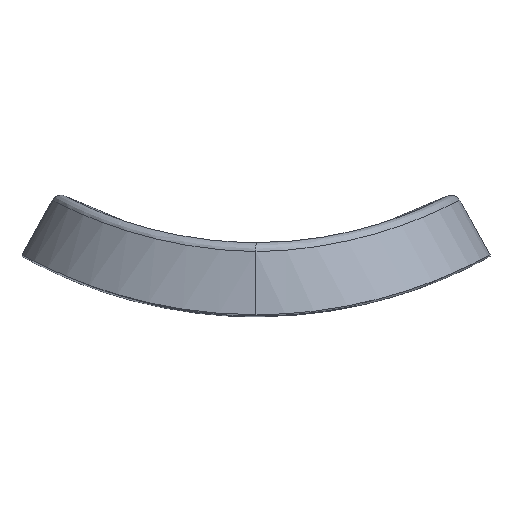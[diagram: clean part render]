
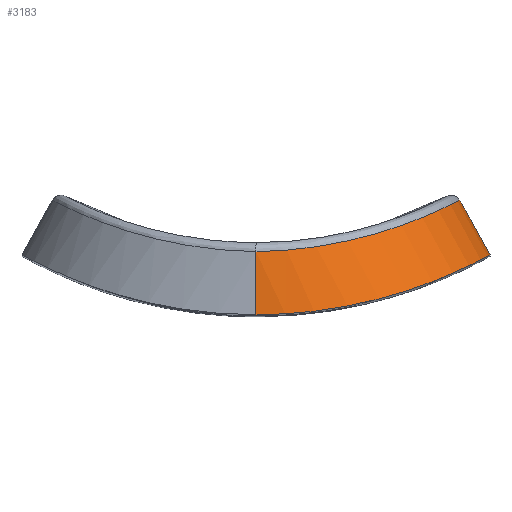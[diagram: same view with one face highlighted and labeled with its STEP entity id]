
A CAD part, top view. The second image highlights one B-rep face of the part: STEP entity #3183.
In plain terms, the highlighted cylindrical face has radius 12 mm (diameter 24 mm), a partial arc.
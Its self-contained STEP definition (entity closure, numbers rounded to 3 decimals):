
#216 = CARTESIAN_POINT ( 'NONE',  ( 1.824, 3.329, 31.57 ) ) ;
#483 = CARTESIAN_POINT ( 'NONE',  ( 9.888, 2.046, 27.144 ) ) ;
#616 = CARTESIAN_POINT ( 'NONE',  ( 11.717, 2.929, 22.792 ) ) ;
#686 = ORIENTED_EDGE ( 'NONE', *, *, #10813, .F. ) ;
#855 = DIRECTION ( 'NONE',  ( 0.482, -0.876, 0. ) ) ;
#1230 = CARTESIAN_POINT ( 'NONE',  ( 10.215, 5.768, 22.557 ) ) ;
#1321 = CARTESIAN_POINT ( 'NONE',  ( 9.196, 5.278, 25.67 ) ) ;
#1365 = CARTESIAN_POINT ( 'NONE',  ( 8.664, 5.05, 26.606 ) ) ;
#1392 = B_SPLINE_CURVE_WITH_KNOTS ( 'NONE', 3,
 ( #7479, #6476, #2419, #1230, #8573, #5402, #7607, #8534, #1321, #1365, #8618, #9593, #9725, #4529, #3344, #9683, #10777, #3436, #11812, #10645, #4397, #216, #4488, #11762, #7534, #2335 ),
 .UNSPECIFIED., .F., .F.,
 ( 4, 2, 2, 2, 2, 2, 2, 2, 2, 2, 2, 2, 4 ),
 ( 0., 0.002, 0.003, 0.004, 0.007, 0.008, 0.009, 0.011, 0.012, 0.013, 0.015, 0.016, 0.018 ),
 .UNSPECIFIED. ) ;
#1532 = CARTESIAN_POINT ( 'NONE',  ( 9.172, 1.749, 28.082 ) ) ;
#2005 = CARTESIAN_POINT ( 'NONE',  ( 12., 3.082, 20. ) ) ;
#2335 = CARTESIAN_POINT ( 'NONE',  ( 0., 3.231, 31.899 ) ) ;
#2419 = CARTESIAN_POINT ( 'NONE',  ( 10.394, 5.859, 21.476 ) ) ;
#2587 = CARTESIAN_POINT ( 'NONE',  ( 4.353, 0.381, 31.321 ) ) ;
#3110 = CARTESIAN_POINT ( 'NONE',  ( 0., 3.231, 31.899 ) ) ;
#3183 = ADVANCED_FACE ( 'NONE', ( #7726 ), #9541, .T. ) ;
#3212 = VERTEX_POINT ( 'NONE', #3110 ) ;
#3344 = CARTESIAN_POINT ( 'NONE',  ( 6.615, 4.293, 29.092 ) ) ;
#3436 = CARTESIAN_POINT ( 'NONE',  ( 4.851, 3.82, 30.345 ) ) ;
#3644 = CARTESIAN_POINT ( 'NONE',  ( 0., 0., 32. ) ) ;
#3657 = CARTESIAN_POINT ( 'NONE',  ( 3.198, 0.203, 31.65 ) ) ;
#3976 = CARTESIAN_POINT ( 'NONE',  ( 0.813, 0., 32. ) ) ;
#4397 = CARTESIAN_POINT ( 'NONE',  ( 2.886, 3.446, 31.266 ) ) ;
#4448 = ORIENTED_EDGE ( 'NONE', *, *, #7016, .F. ) ;
#4488 = CARTESIAN_POINT ( 'NONE',  ( 1.462, 3.297, 31.657 ) ) ;
#4529 = CARTESIAN_POINT ( 'NONE',  ( 7.131, 4.464, 28.601 ) ) ;
#4615 = CARTESIAN_POINT ( 'NONE',  ( 9.659, 1.948, 27.467 ) ) ;
#4627 = CARTESIAN_POINT ( 'NONE',  ( 10.455, 5.891, 20. ) ) ;
#4689 = CARTESIAN_POINT ( 'NONE',  ( 0., 0., 32. ) ) ;
#4749 = CARTESIAN_POINT ( 'NONE',  ( 5.461, 0.595, 30.903 ) ) ;
#4799 = CARTESIAN_POINT ( 'NONE',  ( 11.29, 2.706, 24.337 ) ) ;
#5110 = CARTESIAN_POINT ( 'NONE',  ( 12., 3.082, 20. ) ) ;
#5351 =( BOUNDED_CURVE ( )  B_SPLINE_CURVE ( 3, ( #3644, #8906, #5772, #12154 ),
 .UNSPECIFIED., .F., .F. ) 
 B_SPLINE_CURVE_WITH_KNOTS ( ( 4, 4 ),
 ( 4.712, 4.843 ),
 .UNSPECIFIED. ) 
 CURVE ( )  GEOMETRIC_REPRESENTATION_ITEM ( )  RATIONAL_B_SPLINE_CURVE ( ( 1., 0.999, 0.999, 1. ) ) 
 REPRESENTATION_ITEM ( '' )  );
#5402 = CARTESIAN_POINT ( 'NONE',  ( 9.96, 5.64, 23.624 ) ) ;
#5646 = ORIENTED_EDGE ( 'NONE', *, *, #9381, .F. ) ;
#5649 = CARTESIAN_POINT ( 'NONE',  ( 7.494, 1.144, 29.694 ) ) ;
#5693 = CARTESIAN_POINT ( 'NONE',  ( 10.865, 2.493, 25.449 ) ) ;
#5772 = CARTESIAN_POINT ( 'NONE',  ( 0., 2.16, 31.966 ) ) ;
#5784 = CARTESIAN_POINT ( 'NONE',  ( 3.974, 0.316, 31.443 ) ) ;
#6303 = EDGE_CURVE ( 'NONE', #6436, #3212, #1392, .T. ) ;
#6436 = VERTEX_POINT ( 'NONE', #4627 ) ;
#6476 = CARTESIAN_POINT ( 'NONE',  ( 10.455, 5.891, 20.744 ) ) ;
#6950 = ORIENTED_EDGE ( 'NONE', *, *, #6303, .T. ) ;
#7016 = EDGE_CURVE ( 'NONE', #9130, #3212, #5351, .T. ) ;
#7479 = CARTESIAN_POINT ( 'NONE',  ( 10.455, 5.891, 20. ) ) ;
#7534 = CARTESIAN_POINT ( 'NONE',  ( 0.369, 3.237, 31.856 ) ) ;
#7607 = CARTESIAN_POINT ( 'NONE',  ( 9.854, 5.588, 23.978 ) ) ;
#7726 = FACE_OUTER_BOUND ( 'NONE', #11394, .T. ) ;
#7777 = CARTESIAN_POINT ( 'NONE',  ( 10.517, 2.325, 26.15 ) ) ;
#7872 = CARTESIAN_POINT ( 'NONE',  ( 1.616, 0.04, 31.937 ) ) ;
#7913 = CARTESIAN_POINT ( 'NONE',  ( 11.628, 2.882, 23.181 ) ) ;
#8303 = AXIS2_PLACEMENT_3D ( 'NONE', #10545, #8353, #10373 ) ;
#8353 = DIRECTION ( 'NONE',  ( 0.482, -0.876, 0. ) ) ;
#8534 = CARTESIAN_POINT ( 'NONE',  ( 9.493, 5.415, 25.013 ) ) ;
#8573 = CARTESIAN_POINT ( 'NONE',  ( 10.14, 5.73, 22.915 ) ) ;
#8618 = CARTESIAN_POINT ( 'NONE',  ( 8.472, 4.97, 26.91 ) ) ;
#8840 = CARTESIAN_POINT ( 'NONE',  ( 6.164, 0.765, 30.552 ) ) ;
#8906 = CARTESIAN_POINT ( 'NONE',  ( 0., 1.081, 32. ) ) ;
#9130 = VERTEX_POINT ( 'NONE', #4689 ) ;
#9153 = LINE ( 'NONE', #2005, #11579 ) ;
#9168 = CARTESIAN_POINT ( 'NONE',  ( 0., 0., 32. ) ) ;
#9381 = EDGE_CURVE ( 'NONE', #6436, #12287, #9153, .T. ) ;
#9541 = CYLINDRICAL_SURFACE ( 'NONE', #8303, 12. ) ;
#9593 = CARTESIAN_POINT ( 'NONE',  ( 8.056, 4.805, 27.5 ) ) ;
#9683 = CARTESIAN_POINT ( 'NONE',  ( 5.765, 4.05, 29.752 ) ) ;
#9725 = CARTESIAN_POINT ( 'NONE',  ( 7.833, 4.719, 27.787 ) ) ;
#9832 = B_SPLINE_CURVE_WITH_KNOTS ( 'NONE', 3,
 ( #11948, #11023, #12992, #616, #7913, #10987, #4799, #5693, #7777, #483, #4615, #1532, #11893, #9905, #5649, #8840, #4749, #2587, #5784, #3657, #13086, #7872, #3976, #9168 ),
 .UNSPECIFIED., .F., .F.,
 ( 4, 2, 2, 2, 2, 2, 2, 2, 2, 2, 2, 4 ),
 ( 0., 0.002, 0.004, 0.005, 0.007, 0.008, 0.01, 0.012, 0.014, 0.016, 0.017, 0.019 ),
 .UNSPECIFIED. ) ;
#9905 = CARTESIAN_POINT ( 'NONE',  ( 8.097, 1.346, 29.202 ) ) ;
#10373 = DIRECTION ( 'NONE',  ( 0.876, 0.482, 0. ) ) ;
#10545 = CARTESIAN_POINT ( 'NONE',  ( -10.515, 19.117, 20. ) ) ;
#10645 = CARTESIAN_POINT ( 'NONE',  ( 3.563, 3.554, 31.006 ) ) ;
#10777 = CARTESIAN_POINT ( 'NONE',  ( 5.468, 3.97, 29.959 ) ) ;
#10813 = EDGE_CURVE ( 'NONE', #12287, #9130, #9832, .T. ) ;
#10987 = CARTESIAN_POINT ( 'NONE',  ( 11.415, 2.77, 23.954 ) ) ;
#11023 = CARTESIAN_POINT ( 'NONE',  ( 12., 3.082, 20.813 ) ) ;
#11394 = EDGE_LOOP ( 'NONE', ( #5646, #6950, #4448, #686 ) ) ;
#11579 = VECTOR ( 'NONE', #855, 1000. ) ;
#11762 = CARTESIAN_POINT ( 'NONE',  ( 0.736, 3.251, 31.799 ) ) ;
#11812 = CARTESIAN_POINT ( 'NONE',  ( 4.535, 3.749, 30.522 ) ) ;
#11893 = CARTESIAN_POINT ( 'NONE',  ( 8.914, 1.648, 28.374 ) ) ;
#11948 = CARTESIAN_POINT ( 'NONE',  ( 12., 3.082, 20. ) ) ;
#12154 = CARTESIAN_POINT ( 'NONE',  ( 0., 3.231, 31.899 ) ) ;
#12287 = VERTEX_POINT ( 'NONE', #5110 ) ;
#12992 = CARTESIAN_POINT ( 'NONE',  ( 11.928, 3.043, 21.613 ) ) ;
#13086 = CARTESIAN_POINT ( 'NONE',  ( 2.803, 0.155, 31.736 ) ) ;
